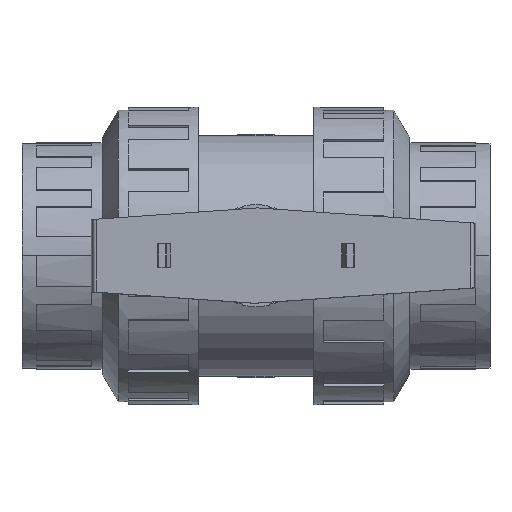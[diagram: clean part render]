
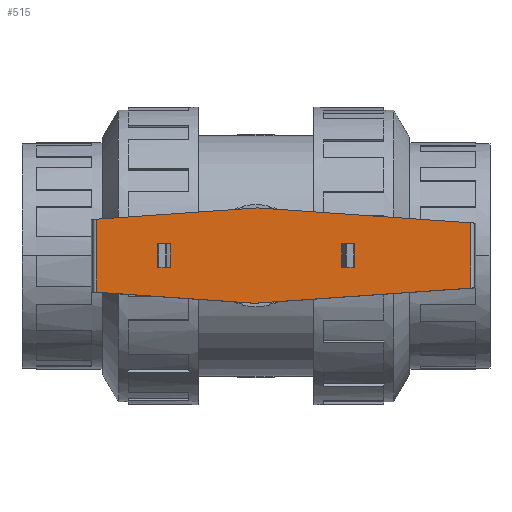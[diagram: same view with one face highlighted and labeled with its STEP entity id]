
A CAD part, top view. The second image highlights one B-rep face of the part: STEP entity #515.
In plain terms, the highlighted planar face has unit normal (0, 0, 1).
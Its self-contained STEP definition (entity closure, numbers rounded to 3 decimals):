
#515=ADVANCED_FACE('',(#1359,#1360,#1361),#1362,.T.);
#1359=FACE_BOUND('',#2548,.T.);
#1360=FACE_BOUND('',#2549,.T.);
#1361=FACE_OUTER_BOUND('',#2550,.T.);
#1362=PLANE('',#2551);
#2548=EDGE_LOOP('',(#4312,#4313,#4314,#4315));
#2549=EDGE_LOOP('',(#4316,#4317,#4318,#4319));
#2550=EDGE_LOOP('',(#4320,#4321,#4322,#4323,#4324,#4325));
#2551=AXIS2_PLACEMENT_3D('',#4326,#4327,#4328);
#4312=ORIENTED_EDGE('',*,*,#7711,.T.);
#4313=ORIENTED_EDGE('',*,*,#7704,.T.);
#4314=ORIENTED_EDGE('',*,*,#7719,.T.);
#4315=ORIENTED_EDGE('',*,*,#7727,.T.);
#4316=ORIENTED_EDGE('',*,*,#7736,.T.);
#4317=ORIENTED_EDGE('',*,*,#7729,.T.);
#4318=ORIENTED_EDGE('',*,*,#7744,.T.);
#4319=ORIENTED_EDGE('',*,*,#7752,.T.);
#4320=ORIENTED_EDGE('',*,*,#7676,.T.);
#4321=ORIENTED_EDGE('',*,*,#7798,.T.);
#4322=ORIENTED_EDGE('',*,*,#7697,.T.);
#4323=ORIENTED_EDGE('',*,*,#7795,.T.);
#4324=ORIENTED_EDGE('',*,*,#7799,.F.);
#4325=ORIENTED_EDGE('',*,*,#7662,.T.);
#4326=CARTESIAN_POINT('',(65.206,29.0,150.5));
#4327=DIRECTION('',(0.0,0.0,1.0));
#4328=DIRECTION('',(-1.0,0.0,0.0));
#7662=EDGE_CURVE('',#9488,#9486,#9489,.T.);
#7676=EDGE_CURVE('',#9486,#9512,#9514,.T.);
#7697=EDGE_CURVE('',#9553,#9551,#9554,.T.);
#7704=EDGE_CURVE('',#9565,#9566,#9567,.T.);
#7711=EDGE_CURVE('',#9578,#9565,#9579,.T.);
#7719=EDGE_CURVE('',#9566,#9590,#9591,.T.);
#7727=EDGE_CURVE('',#9590,#9578,#9600,.T.);
#7729=EDGE_CURVE('',#9602,#9603,#9604,.T.);
#7736=EDGE_CURVE('',#9615,#9602,#9616,.T.);
#7744=EDGE_CURVE('',#9603,#9627,#9628,.T.);
#7752=EDGE_CURVE('',#9627,#9615,#9637,.T.);
#7795=EDGE_CURVE('',#9551,#9703,#9705,.T.);
#7798=EDGE_CURVE('',#9512,#9553,#9708,.T.);
#7799=EDGE_CURVE('',#9488,#9703,#9709,.T.);
#9486=VERTEX_POINT('',#11922);
#9488=VERTEX_POINT('',#11925);
#9489=LINE('',#11926,#11927);
#9512=VERTEX_POINT('',#11958);
#9514=LINE('',#11960,#11961);
#9551=VERTEX_POINT('',#12011);
#9553=VERTEX_POINT('',#12014);
#9554=LINE('',#12015,#12016);
#9565=VERTEX_POINT('',#12030);
#9566=VERTEX_POINT('',#12031);
#9567=LINE('',#12032,#12033);
#9578=VERTEX_POINT('',#12047);
#9579=LINE('',#12048,#12049);
#9590=VERTEX_POINT('',#12064);
#9591=LINE('',#12065,#12066);
#9600=LINE('',#12078,#12079);
#9602=VERTEX_POINT('',#12081);
#9603=VERTEX_POINT('',#12082);
#9604=LINE('',#12083,#12084);
#9615=VERTEX_POINT('',#12098);
#9616=LINE('',#12099,#12100);
#9627=VERTEX_POINT('',#12115);
#9628=LINE('',#12116,#12117);
#9637=LINE('',#12129,#12130);
#9703=VERTEX_POINT('',#12224);
#9705=LINE('',#12226,#12227);
#9708=LINE('',#12231,#12232);
#9709=LINE('',#12233,#12234);
#11922=CARTESIAN_POINT('',(1.013,28.929,150.5));
#11925=CARTESIAN_POINT('',(130.412,19.881,150.5));
#11926=CARTESIAN_POINT('',(68.232,24.229,150.5));
#11927=VECTOR('',#14625,1.0);
#11958=CARTESIAN_POINT('',(-97.037,22.073,150.5));
#11960=CARTESIAN_POINT('',(-1.315,28.766,150.5));
#11961=VECTOR('',#14646,1.0);
#12011=CARTESIAN_POINT('',(-1.013,-28.929,150.5));
#12014=CARTESIAN_POINT('',(-97.037,-22.215,150.5));
#12015=CARTESIAN_POINT('',(-5.361,-28.625,150.5));
#12016=VECTOR('',#14673,1.0);
#12030=CARTESIAN_POINT('',(-52.061,-7.25,150.5));
#12031=CARTESIAN_POINT('',(-59.502,-7.25,150.5));
#12032=CARTESIAN_POINT('',(4.5,-7.25,150.5));
#12033=VECTOR('',#14683,1.0);
#12047=CARTESIAN_POINT('',(-52.061,7.25,150.5));
#12048=CARTESIAN_POINT('',(-52.061,10.875,150.5));
#12049=VECTOR('',#14693,1.0);
#12064=CARTESIAN_POINT('',(-59.502,7.25,150.5));
#12065=CARTESIAN_POINT('',(-59.502,10.875,150.5));
#12066=VECTOR('',#14701,1.0);
#12078=CARTESIAN_POINT('',(4.5,7.25,150.5));
#12079=VECTOR('',#14708,1.0);
#12081=CARTESIAN_POINT('',(52.061,7.25,150.5));
#12082=CARTESIAN_POINT('',(59.502,7.25,150.5));
#12083=CARTESIAN_POINT('',(60.706,7.25,150.5));
#12084=VECTOR('',#14709,1.0);
#12098=CARTESIAN_POINT('',(52.061,-7.25,150.5));
#12099=CARTESIAN_POINT('',(52.061,18.125,150.5));
#12100=VECTOR('',#14719,1.0);
#12115=CARTESIAN_POINT('',(59.502,-7.25,150.5));
#12116=CARTESIAN_POINT('',(59.502,18.125,150.5));
#12117=VECTOR('',#14727,1.0);
#12129=CARTESIAN_POINT('',(60.706,-7.25,150.5));
#12130=VECTOR('',#14734,1.0);
#12224=CARTESIAN_POINT('',(130.412,-19.739,150.5));
#12226=CARTESIAN_POINT('',(68.222,-24.088,150.5));
#12227=VECTOR('',#14781,1.0);
#12231=CARTESIAN_POINT('',(-97.037,29.0,150.5));
#12232=VECTOR('',#14783,1.0);
#12233=CARTESIAN_POINT('',(130.412,29.0,150.5));
#12234=VECTOR('',#14784,1.0);
#14625=DIRECTION('',(-0.998,0.07,0.0));
#14646=DIRECTION('',(-0.998,-0.07,0.0));
#14673=DIRECTION('',(0.998,-0.07,0.0));
#14683=DIRECTION('',(-1.0,0.0,0.0));
#14693=DIRECTION('',(0.0,-1.0,0.0));
#14701=DIRECTION('',(0.0,1.0,-0.0));
#14708=DIRECTION('',(1.0,0.0,0.0));
#14709=DIRECTION('',(1.0,0.0,-0.0));
#14719=DIRECTION('',(0.0,1.0,-0.0));
#14727=DIRECTION('',(0.0,-1.0,0.0));
#14734=DIRECTION('',(-1.0,0.0,0.0));
#14781=DIRECTION('',(0.998,0.07,-0.0));
#14783=DIRECTION('',(0.0,-1.0,0.0));
#14784=DIRECTION('',(0.0,-1.0,0.0));
